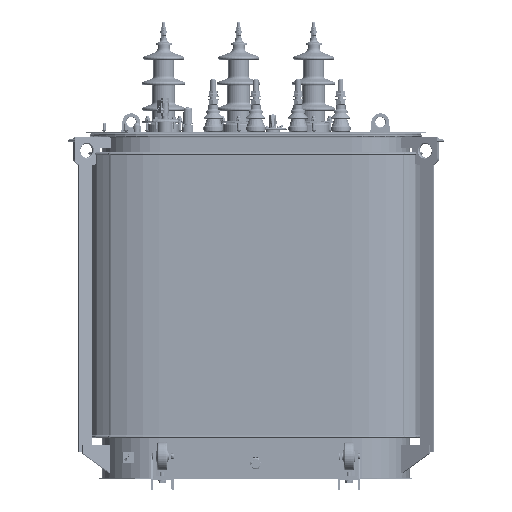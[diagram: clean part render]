
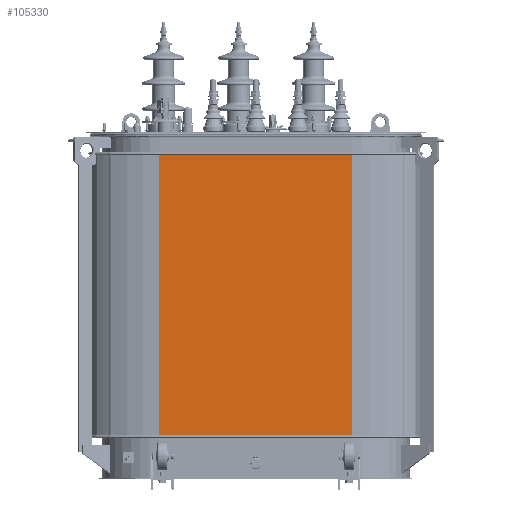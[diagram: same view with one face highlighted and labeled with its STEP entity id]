
A CAD part, front view. The second image highlights one B-rep face of the part: STEP entity #105330.
In plain terms, the highlighted planar face has unit normal (0, 1, 0).
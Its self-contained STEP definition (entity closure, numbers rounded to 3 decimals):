
#15259=FACE_OUTER_BOUND('',#23461,.T.);
#23461=EDGE_LOOP('',(#90887,#90888,#90889,#90890));
#29431=LINE('',#209381,#35439);
#29432=LINE('',#209385,#35440);
#29433=LINE('',#209387,#35441);
#29434=LINE('',#209388,#35442);
#35439=VECTOR('',#139615,100.);
#35440=VECTOR('',#139620,68.);
#35441=VECTOR('',#139621,100.);
#35442=VECTOR('',#139622,68.);
#49263=VERTEX_POINT('',#209378);
#49264=VERTEX_POINT('',#209380);
#49265=VERTEX_POINT('',#209384);
#49266=VERTEX_POINT('',#209386);
#63103=EDGE_CURVE('',#49263,#49264,#29431,.T.);
#63105=EDGE_CURVE('',#49265,#49263,#29432,.T.);
#63106=EDGE_CURVE('',#49265,#49266,#29433,.T.);
#63107=EDGE_CURVE('',#49266,#49264,#29434,.T.);
#90887=ORIENTED_EDGE('',*,*,#63105,.F.);
#90888=ORIENTED_EDGE('',*,*,#63106,.T.);
#90889=ORIENTED_EDGE('',*,*,#63107,.T.);
#90890=ORIENTED_EDGE('',*,*,#63103,.F.);
#93617=PLANE('',#114799);
#105330=ADVANCED_FACE('',(#15259),#93617,.F.);
#114799=AXIS2_PLACEMENT_3D('',#209383,#139618,#139619);
#139615=DIRECTION('',(0.,0.,-1.));
#139618=DIRECTION('center_axis',(0.,-1.,0.));
#139619=DIRECTION('ref_axis',(-1.,0.,0.));
#139620=DIRECTION('',(-1.,0.,0.));
#139621=DIRECTION('',(0.,0.,-1.));
#139622=DIRECTION('',(-1.,0.,0.));
#209378=CARTESIAN_POINT('',(-34.,-41.75,114.89));
#209380=CARTESIAN_POINT('',(-34.,-41.75,14.89));
#209381=CARTESIAN_POINT('',(-34.,-41.75,114.89));
#209383=CARTESIAN_POINT('Origin',(34.,-41.75,114.89));
#209384=CARTESIAN_POINT('',(34.,-41.75,114.89));
#209385=CARTESIAN_POINT('',(34.,-41.75,114.89));
#209386=CARTESIAN_POINT('',(34.,-41.75,14.89));
#209387=CARTESIAN_POINT('',(34.,-41.75,114.89));
#209388=CARTESIAN_POINT('',(34.,-41.75,14.89));
